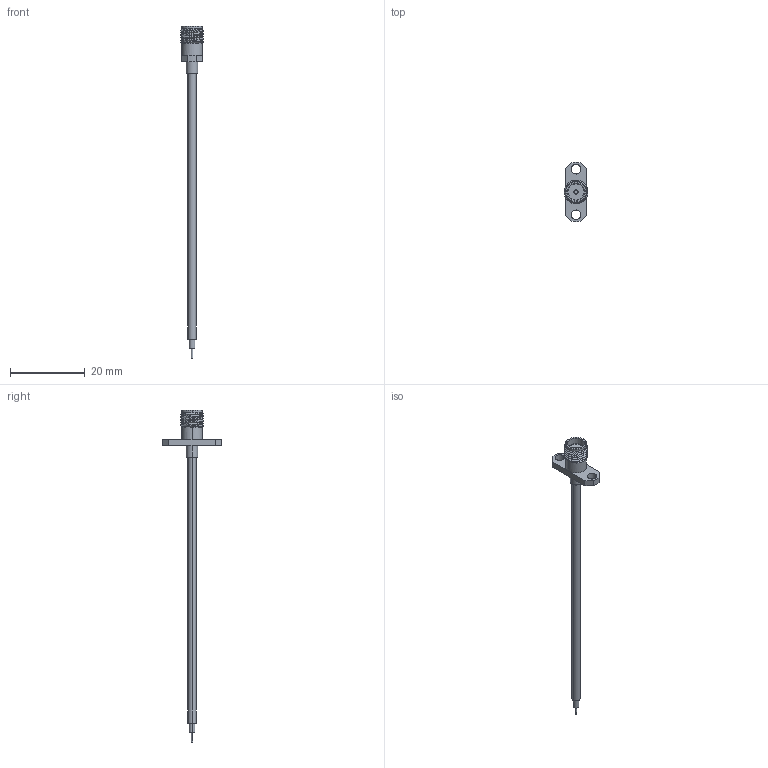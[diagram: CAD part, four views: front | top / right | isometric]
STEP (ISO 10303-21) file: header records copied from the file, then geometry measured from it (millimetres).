
FILE_DESCRIPTION (( 'STEP AP214' ), '1' );
FILE_NAME ('FMCA2394.step', '2021-07-12T16:18:23', ( '' ), ( '' ), 'SwSTEP 2.0', 'SolidWorks 2020', '' );
FILE_SCHEMA (( 'AUTOMOTIVE_DESIGN' ));
Length unit declared in the file: inch
Products named in the file (3): FMCA2394; FM-SR086TB^FMCA2394_Trimmed; FMCN1591^FMCA2394
Assembly tree (2 placements, depth 2):
  FMCA2394
    FM-SR086TB^FMCA2394_Trimmed
    FMCN1591^FMCA2394
Bounding box: 6.35 x 15.86 x 88.9 mm (x, y, z)
Volume: 568.2 mm3; surface area: 1019.6 mm2
Topology: 2 solids, 2 shells, 75 faces, 170 edges, 109 vertices
Faces by surface type: cylinder 40, plane 20, cone 10, bspline 3, torus 2
Entity records: 3421 total; most frequent: CARTESIAN_POINT 1533, DIRECTION 353, ORIENTED_EDGE 340, EDGE_CURVE 170, AXIS2_PLACEMENT_3D 144, VERTEX_POINT 109, EDGE_LOOP 89, FACE_OUTER_BOUND 75
